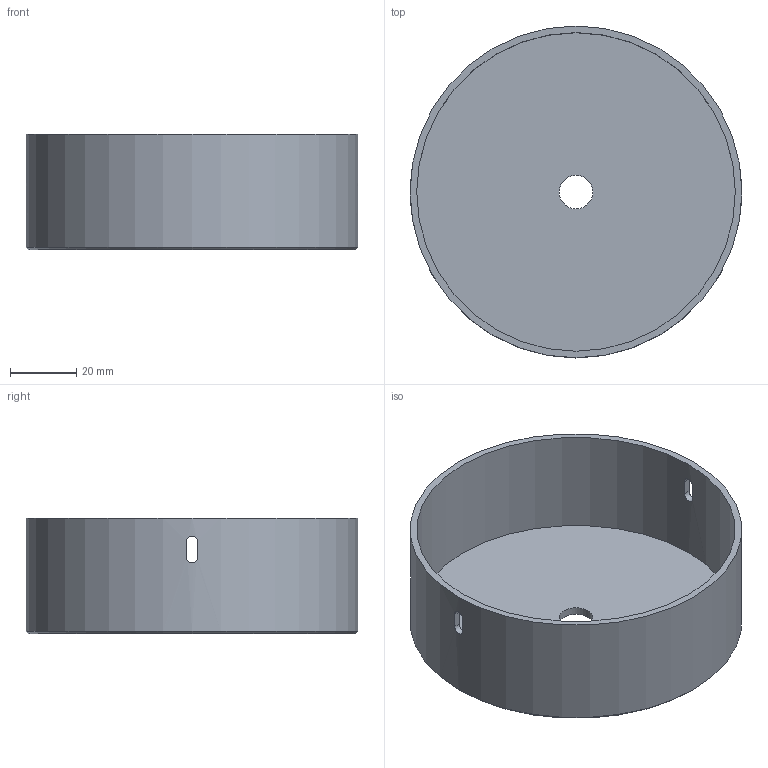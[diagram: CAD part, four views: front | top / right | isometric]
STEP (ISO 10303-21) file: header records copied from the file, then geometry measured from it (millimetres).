
FILE_DESCRIPTION(('Open CASCADE Model'),'2;1');
FILE_NAME('Open CASCADE Shape Model','2024-12-16T13:15:41',('Author'),( 'Open CASCADE'),'Open CASCADE STEP processor 7.7','Open CASCADE 7.7' ,'Unknown');
FILE_SCHEMA(('AUTOMOTIVE_DESIGN { 1 0 10303 214 1 1 1 1 }'));
Length unit declared in the file: millimetre
Products named in the file (1): SOLID
Bounding box: 100.3 x 100.3 x 35 mm (x, y, z)
Volume: 38699.9 mm3; surface area: 36437.1 mm2
Topology: 1 solids, 1 shells, 15 faces, 43 edges, 29 vertices
Faces by surface type: cylinder 7, plane 7, cone 1
Full cylindrical faces by diameter (mm): 10.2 x1, 96.3 x1, 100.3 x1
Entity records: 1739 total; most frequent: CARTESIAN_POINT 966, DIRECTION 106, ORIENTED_EDGE 86, PCURVE 86, DEFINITIONAL_REPRESENTATION 86, B_SPLINE_CURVE_WITH_KNOTS 60, LINE 56, VECTOR 56
